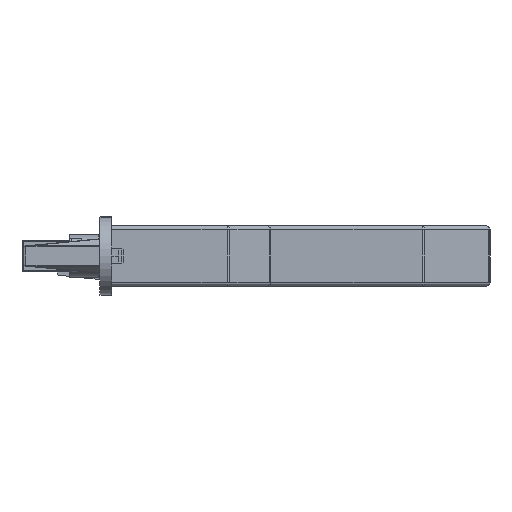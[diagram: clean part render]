
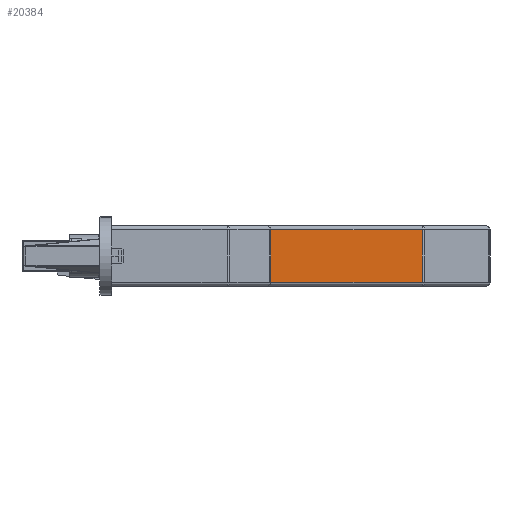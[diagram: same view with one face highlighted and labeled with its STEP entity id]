
A CAD part, front view. The second image highlights one B-rep face of the part: STEP entity #20384.
In plain terms, the highlighted face is planar.
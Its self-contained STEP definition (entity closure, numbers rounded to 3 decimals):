
#324 = EDGE_CURVE ( 'NONE', #15262, #22080, #17727, .T. ) ;
#422 = ORIENTED_EDGE ( 'NONE', *, *, #21230, .T. ) ;
#573 = CARTESIAN_POINT ( 'NONE',  ( 14., 145.3, -0.75 ) ) ;
#608 = VERTEX_POINT ( 'NONE', #13211 ) ;
#1134 = VECTOR ( 'NONE', #18432, 1000. ) ;
#1152 = CARTESIAN_POINT ( 'NONE',  ( 44.75, 145.3, 6. ) ) ;
#2130 = ORIENTED_EDGE ( 'NONE', *, *, #22856, .T. ) ;
#2199 = CARTESIAN_POINT ( 'NONE',  ( 44.75, 145.3, 6. ) ) ;
#2655 = CARTESIAN_POINT ( 'NONE',  ( 93.586, 145.3, 12.75 ) ) ;
#3879 = ORIENTED_EDGE ( 'NONE', *, *, #12874, .T. ) ;
#4091 = DIRECTION ( 'NONE',  ( 0., 0., -1. ) ) ;
#4679 = DIRECTION ( 'NONE',  ( 0., 0., 1. ) ) ;
#5585 = LINE ( 'NONE', #16536, #1134 ) ;
#6207 = LINE ( 'NONE', #15247, #17719 ) ;
#6817 = CARTESIAN_POINT ( 'NONE',  ( 14., 145.3, 12.75 ) ) ;
#7528 = EDGE_CURVE ( 'NONE', #9563, #15304, #11005, .T. ) ;
#8028 = FACE_OUTER_BOUND ( 'NONE', #12397, .T. ) ;
#8261 = VECTOR ( 'NONE', #10725, 1000. ) ;
#8423 = DIRECTION ( 'NONE',  ( 0., 0., -1. ) ) ;
#9563 = VERTEX_POINT ( 'NONE', #10390 ) ;
#9614 = LINE ( 'NONE', #573, #20997 ) ;
#9691 = FACE_BOUND ( 'NONE', #11942, .T. ) ;
#10390 = CARTESIAN_POINT ( 'NONE',  ( 44.75, 145.3, 7.75 ) ) ;
#10447 = ORIENTED_EDGE ( 'NONE', *, *, #12999, .T. ) ;
#10725 = DIRECTION ( 'NONE',  ( 0., 0., 1. ) ) ;
#11005 = CIRCLE ( 'NONE', #17837, 1.75 ) ;
#11125 = CIRCLE ( 'NONE', #15291, 1.75 ) ;
#11942 = EDGE_LOOP ( 'NONE', ( #10447, #12445 ) ) ;
#12397 = EDGE_LOOP ( 'NONE', ( #18269, #422, #2130, #3879 ) ) ;
#12445 = ORIENTED_EDGE ( 'NONE', *, *, #7528, .T. ) ;
#12874 = EDGE_CURVE ( 'NONE', #608, #15262, #9614, .T. ) ;
#12999 = EDGE_CURVE ( 'NONE', #15304, #9563, #11125, .T. ) ;
#13211 = CARTESIAN_POINT ( 'NONE',  ( 93.586, 145.3, -0.75 ) ) ;
#13267 = DIRECTION ( 'NONE',  ( 0., -1., 0. ) ) ;
#13610 = PLANE ( 'NONE',  #15783 ) ;
#14068 = CARTESIAN_POINT ( 'NONE',  ( 14., 145.3, -0.75 ) ) ;
#14531 = CARTESIAN_POINT ( 'NONE',  ( 44.75, 145.3, 4.25 ) ) ;
#15070 = DIRECTION ( 'NONE',  ( -1., 0., 0. ) ) ;
#15247 = CARTESIAN_POINT ( 'NONE',  ( 14., 145.3, 12.75 ) ) ;
#15262 = VERTEX_POINT ( 'NONE', #14068 ) ;
#15291 = AXIS2_PLACEMENT_3D ( 'NONE', #1152, #15887, #8423 ) ;
#15304 = VERTEX_POINT ( 'NONE', #14531 ) ;
#15783 = AXIS2_PLACEMENT_3D ( 'NONE', #20513, #20861, #4679 ) ;
#15887 = DIRECTION ( 'NONE',  ( 0., -1., 0. ) ) ;
#16536 = CARTESIAN_POINT ( 'NONE',  ( 93.586, 145.3, -1.75 ) ) ;
#17719 = VECTOR ( 'NONE', #19048, 1000. ) ;
#17727 = LINE ( 'NONE', #19072, #8261 ) ;
#17837 = AXIS2_PLACEMENT_3D ( 'NONE', #2199, #13267, #4091 ) ;
#18269 = ORIENTED_EDGE ( 'NONE', *, *, #324, .T. ) ;
#18432 = DIRECTION ( 'NONE',  ( 0., 0., -1. ) ) ;
#19048 = DIRECTION ( 'NONE',  ( 1., 0., 0. ) ) ;
#19072 = CARTESIAN_POINT ( 'NONE',  ( 14., 145.3, -1.75 ) ) ;
#19148 = VERTEX_POINT ( 'NONE', #2655 ) ;
#20384 = ADVANCED_FACE ( 'NONE', ( #9691, #8028 ), #13610, .T. ) ;
#20513 = CARTESIAN_POINT ( 'NONE',  ( 14., 145.3, -1.75 ) ) ;
#20861 = DIRECTION ( 'NONE',  ( 0., 1., 0. ) ) ;
#20997 = VECTOR ( 'NONE', #15070, 1000. ) ;
#21230 = EDGE_CURVE ( 'NONE', #22080, #19148, #6207, .T. ) ;
#22080 = VERTEX_POINT ( 'NONE', #6817 ) ;
#22856 = EDGE_CURVE ( 'NONE', #19148, #608, #5585, .T. ) ;
